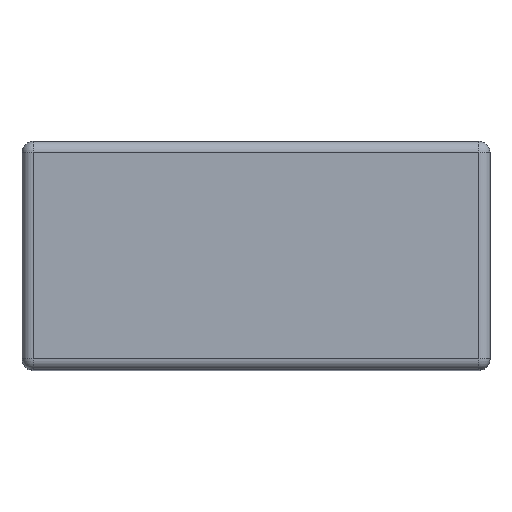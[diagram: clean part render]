
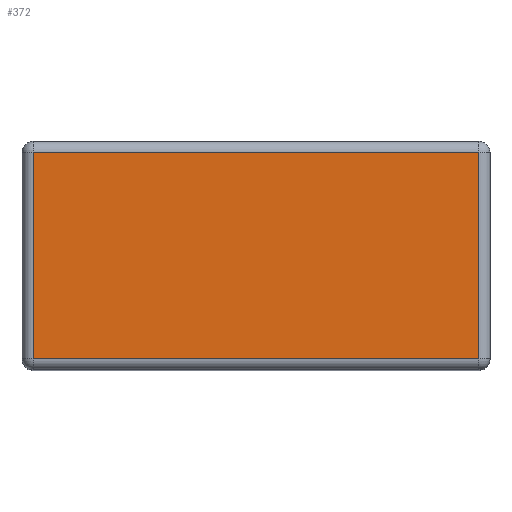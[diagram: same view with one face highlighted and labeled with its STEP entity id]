
A CAD part, top view. The second image highlights one B-rep face of the part: STEP entity #372.
In plain terms, the highlighted planar face has unit normal (0, 0, 1).
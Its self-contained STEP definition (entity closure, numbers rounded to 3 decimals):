
#344 = VERTEX_POINT('',#345);
#345 = CARTESIAN_POINT('',(4.,1.85,7.35)
  );
#354 = VERTEX_POINT('',#355);
#355 = CARTESIAN_POINT('',(-4.,1.85,7.35
    ));
#362 = EDGE_CURVE('',#344,#354,#363,.T.);
#363 = LINE('',#364,#365);
#364 = CARTESIAN_POINT('',(0.,1.85,7.35));
#365 = VECTOR('',#366,1.);
#366 = DIRECTION('',(-1.,0.,0.));
#372 = ADVANCED_FACE('',(#373),#398,.T.);
#373 = FACE_BOUND('',#374,.T.);
#374 = EDGE_LOOP('',(#375,#383,#391,#397));
#375 = ORIENTED_EDGE('',*,*,#376,.T.);
#376 = EDGE_CURVE('',#354,#377,#379,.T.);
#377 = VERTEX_POINT('',#378);
#378 = CARTESIAN_POINT('',(-4.,-1.85,
    7.35));
#379 = LINE('',#380,#381);
#380 = CARTESIAN_POINT('',(-4.,0.,7.35));
#381 = VECTOR('',#382,1.);
#382 = DIRECTION('',(0.,-1.,0.));
#383 = ORIENTED_EDGE('',*,*,#384,.T.);
#384 = EDGE_CURVE('',#377,#385,#387,.T.);
#385 = VERTEX_POINT('',#386);
#386 = CARTESIAN_POINT('',(4.,-1.85,7.35
    ));
#387 = LINE('',#388,#389);
#388 = CARTESIAN_POINT('',(0.,-1.85,7.35));
#389 = VECTOR('',#390,1.);
#390 = DIRECTION('',(1.,0.,0.));
#391 = ORIENTED_EDGE('',*,*,#392,.T.);
#392 = EDGE_CURVE('',#385,#344,#393,.T.);
#393 = LINE('',#394,#395);
#394 = CARTESIAN_POINT('',(4.,0.,7.35));
#395 = VECTOR('',#396,1.);
#396 = DIRECTION('',(0.,1.,0.));
#397 = ORIENTED_EDGE('',*,*,#362,.T.);
#398 = PLANE('',#399);
#399 = AXIS2_PLACEMENT_3D('',#400,#401,#402);
#400 = CARTESIAN_POINT('',(0.,0.,7.35));
#401 = DIRECTION('',(0.,0.,1.));
#402 = DIRECTION('',(1.,0.,0.));
